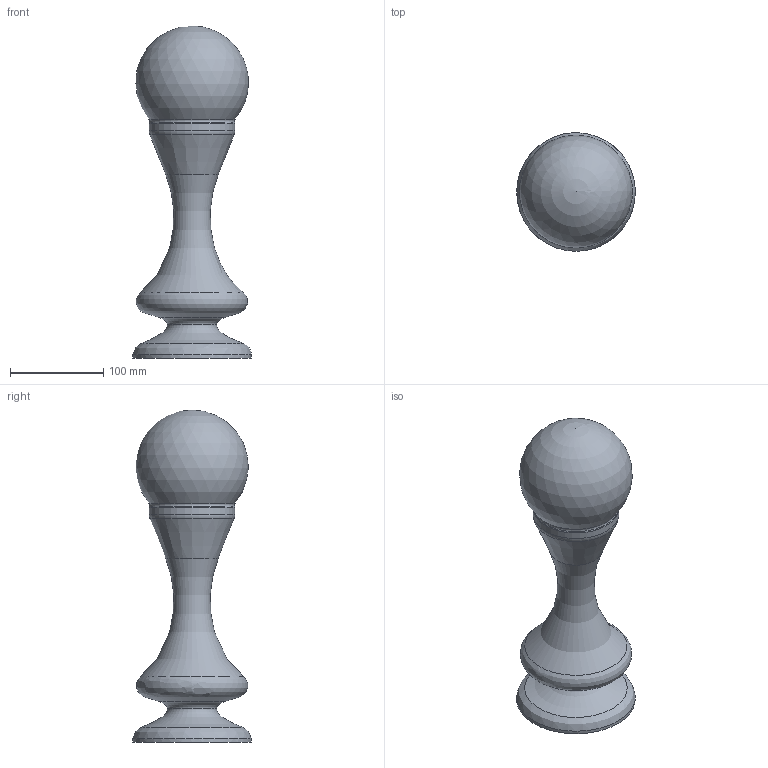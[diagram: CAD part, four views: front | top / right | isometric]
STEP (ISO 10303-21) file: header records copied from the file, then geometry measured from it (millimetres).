
FILE_DESCRIPTION(/* description */ ('Alibre Inc.'),/* implementation_level */ '2;1');
FILE_NAME(/* name */ 'export0',/* time_stamp */ '2018-05-29T16:28:39-05:00',/* author */ (''),/* organization */ (''),/* preprocessor_version */ 'ST-DEVELOPER v17',/* originating_system */ 'Alibre',/* authorisation */ '');
FILE_SCHEMA (('AUTOMOTIVE_DESIGN'));
Length unit declared in the file: centimetre
Bounding box: 127 x 127 x 355.68 mm (x, y, z)
Volume: 2020418.7 mm3; surface area: 123350 mm2
Topology: 1 solids, 1 shells, 14 faces, 31 edges, 18 vertices
Faces by surface type: torus 3, revolution 3, cylinder 2, bspline 2, cone 2, sphere 1, plane 1
Full cylindrical faces by diameter (mm): 91.977 x1, 127 x1
Entity records: 721 total; most frequent: CARTESIAN_POINT 465, DIRECTION 43, ORIENTED_EDGE 40, AXIS2_PLACEMENT_3D 22, EDGE_LOOP 21, FACE_BOUND 21, EDGE_CURVE 20, VERTEX_POINT 15
